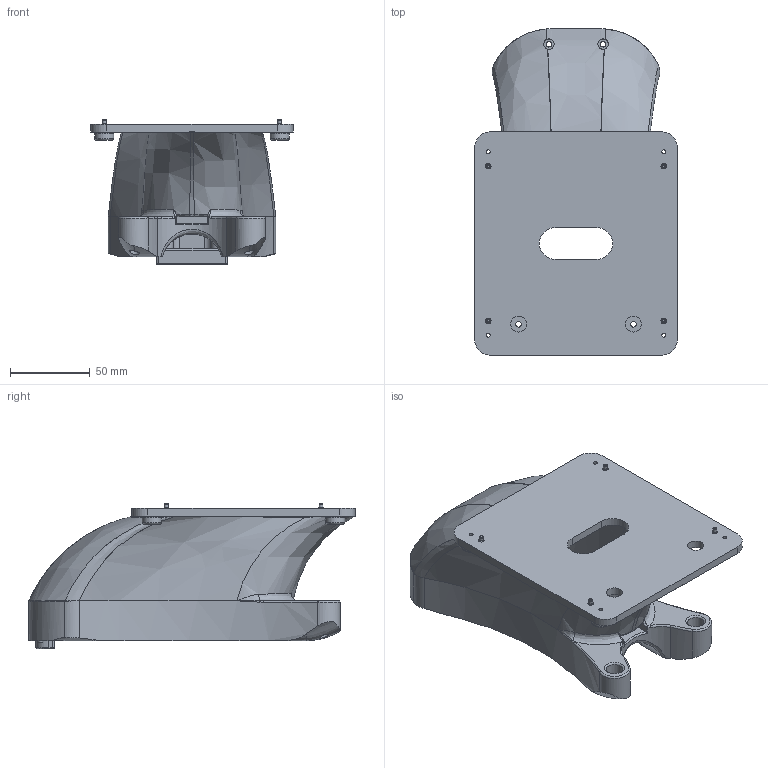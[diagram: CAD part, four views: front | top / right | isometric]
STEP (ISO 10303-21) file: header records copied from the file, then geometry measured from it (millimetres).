
FILE_DESCRIPTION(/* description */ (''),/* implementation_level */ '2;1');
FILE_NAME(/* name */ 'Unitree Go2 Interface.step',/* time_stamp */ '2026-02-03T10:13:26-03:00',/* author */ (''),/* organization */ (''),/* preprocessor_version */ 'ST-DEVELOPER v20.1',/* originating_system */ 'Autodesk Translation Framework v14.24.0.0',/* authorisation */ '');
FILE_SCHEMA (('AUTOMOTIVE_DESIGN { 1 0 10303 214 3 1 1 }'));
Length unit declared in the file: millimetre
Products named in the file (1): Unitree Go2 Base_v4
Bounding box: 127 x 204.71 x 91.04 mm (x, y, z)
Volume: 401197.9 mm3; surface area: 131236.6 mm2
Topology: 1 solids, 3 shells, 380 faces, 1009 edges, 644 vertices
Faces by surface type: bspline 175, plane 95, cylinder 76, torus 30, sphere 4
Full cylindrical faces by diameter (mm): 2.5 x8, 3.5 x4, 6 x2, 6.5 x2, 10 x2, 10.5 x2, 12 x4
Entity records: 30374 total; most frequent: CARTESIAN_POINT 22272, ORIENTED_EDGE 1994, DIRECTION 1240, EDGE_CURVE 997, VERTEX_POINT 642, AXIS2_PLACEMENT_3D 462, EDGE_LOOP 419, FACE_OUTER_BOUND 378
